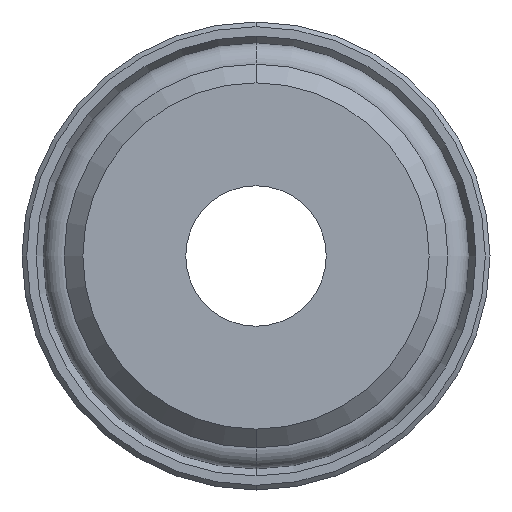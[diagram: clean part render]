
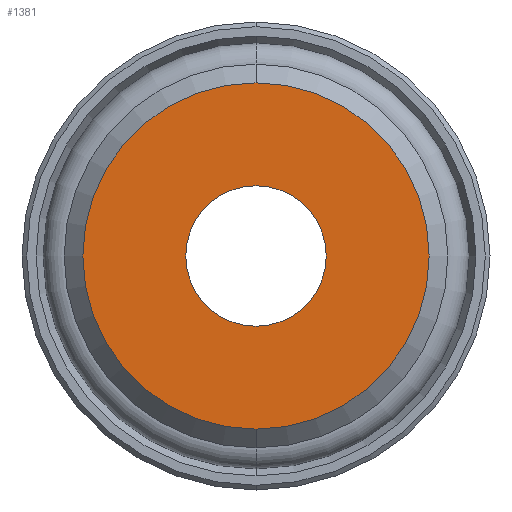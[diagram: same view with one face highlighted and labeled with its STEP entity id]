
A CAD part, front view. The second image highlights one B-rep face of the part: STEP entity #1381.
In plain terms, the highlighted planar face has unit normal (0, -1, 0).
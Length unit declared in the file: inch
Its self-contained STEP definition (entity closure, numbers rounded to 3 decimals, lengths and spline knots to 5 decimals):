
#21 = DIRECTION ( 'NONE',  ( 0., 0., 1. ) ) ;
#94 = CARTESIAN_POINT ( 'NONE',  ( -0.20472, 0., 0. ) ) ;
#98 = AXIS2_PLACEMENT_3D ( 'NONE', #1859, #194, #21 ) ;
#129 = VERTEX_POINT ( 'NONE', #639 ) ;
#131 = EDGE_LOOP ( 'NONE', ( #696, #1438 ) ) ;
#194 = DIRECTION ( 'NONE',  ( 0., -1., 0. ) ) ;
#245 = FACE_BOUND ( 'NONE', #131, .T. ) ;
#256 = DIRECTION ( 'NONE',  ( 0., 0., -1. ) ) ;
#289 = CARTESIAN_POINT ( 'NONE',  ( 0., 0., -0.29134 ) ) ;
#293 = FACE_OUTER_BOUND ( 'NONE', #1277, .T. ) ;
#307 = CARTESIAN_POINT ( 'NONE',  ( 0., 0., -0.11811 ) ) ;
#338 = CIRCLE ( 'NONE', #546, 0.11811 ) ;
#406 = DIRECTION ( 'NONE',  ( 0., -1., 0. ) ) ;
#420 = VERTEX_POINT ( 'NONE', #307 ) ;
#437 = EDGE_CURVE ( 'NONE', #1829, #129, #1598, .T. ) ;
#452 = CARTESIAN_POINT ( 'NONE',  ( 0., 0., 0. ) ) ;
#484 = CARTESIAN_POINT ( 'NONE',  ( 0., 0., 0. ) ) ;
#546 = AXIS2_PLACEMENT_3D ( 'NONE', #484, #624, #1236 ) ;
#589 = CARTESIAN_POINT ( 'NONE',  ( 0., 0., 0.11811 ) ) ;
#624 = DIRECTION ( 'NONE',  ( 0., 1., 0. ) ) ;
#639 = CARTESIAN_POINT ( 'NONE',  ( 0., 0., 0.29134 ) ) ;
#675 = AXIS2_PLACEMENT_3D ( 'NONE', #452, #1506, #1370 ) ;
#696 = ORIENTED_EDGE ( 'NONE', *, *, #1069, .T. ) ;
#747 = AXIS2_PLACEMENT_3D ( 'NONE', #94, #406, #256 ) ;
#860 = PLANE ( 'NONE',  #747 ) ;
#909 = DIRECTION ( 'NONE',  ( 0., 0., 1. ) ) ;
#929 = AXIS2_PLACEMENT_3D ( 'NONE', #1517, #1533, #909 ) ;
#1023 = VERTEX_POINT ( 'NONE', #589 ) ;
#1069 = EDGE_CURVE ( 'NONE', #1023, #420, #1935, .T. ) ;
#1193 = EDGE_CURVE ( 'NONE', #129, #1829, #1893, .T. ) ;
#1236 = DIRECTION ( 'NONE',  ( 0., 0., 1. ) ) ;
#1277 = EDGE_LOOP ( 'NONE', ( #1414, #1851 ) ) ;
#1370 = DIRECTION ( 'NONE',  ( 0., 0., 1. ) ) ;
#1381 = ADVANCED_FACE ( 'NONE', ( #293, #245 ), #860, .T. ) ;
#1414 = ORIENTED_EDGE ( 'NONE', *, *, #1193, .T. ) ;
#1438 = ORIENTED_EDGE ( 'NONE', *, *, #1613, .T. ) ;
#1506 = DIRECTION ( 'NONE',  ( 0., -1., 0. ) ) ;
#1517 = CARTESIAN_POINT ( 'NONE',  ( 0., 0., 0. ) ) ;
#1533 = DIRECTION ( 'NONE',  ( 0., 1., 0. ) ) ;
#1598 = CIRCLE ( 'NONE', #675, 0.29134 ) ;
#1613 = EDGE_CURVE ( 'NONE', #420, #1023, #338, .T. ) ;
#1829 = VERTEX_POINT ( 'NONE', #289 ) ;
#1851 = ORIENTED_EDGE ( 'NONE', *, *, #437, .T. ) ;
#1859 = CARTESIAN_POINT ( 'NONE',  ( 0., 0., 0. ) ) ;
#1893 = CIRCLE ( 'NONE', #98, 0.29134 ) ;
#1935 = CIRCLE ( 'NONE', #929, 0.11811 ) ;
